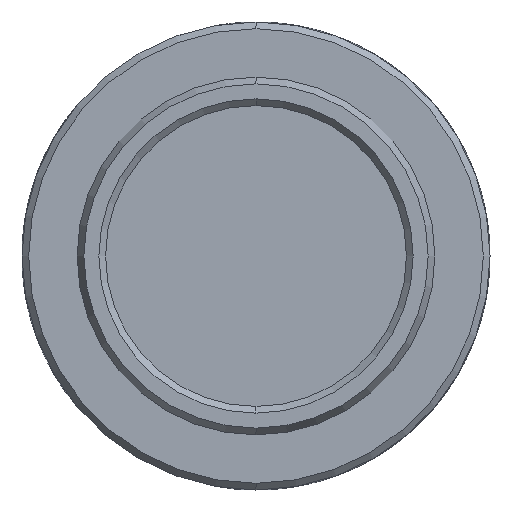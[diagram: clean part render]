
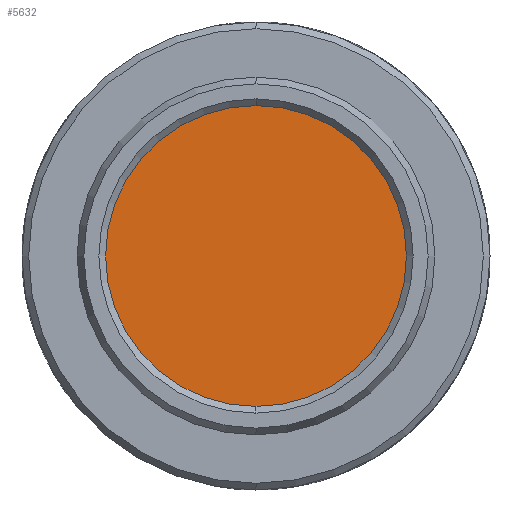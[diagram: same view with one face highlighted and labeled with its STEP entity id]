
A CAD part, left-side view. The second image highlights one B-rep face of the part: STEP entity #5632.
In plain terms, the highlighted planar face has unit normal (-1, 0, 0).
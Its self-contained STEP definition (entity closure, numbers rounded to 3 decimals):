
#585 = VERTEX_POINT ( 'NONE', #3915 ) ;
#589 = CIRCLE ( 'NONE', #2060, 6.1 ) ;
#833 = PLANE ( 'NONE',  #8494 ) ;
#2060 = AXIS2_PLACEMENT_3D ( 'NONE', #10179, #3387, #11306 ) ;
#3387 = DIRECTION ( 'NONE',  ( -1., 0., 0. ) ) ;
#3915 = CARTESIAN_POINT ( 'NONE',  ( 2.794, -4.14, 4.48 ) ) ;
#5393 = DIRECTION ( 'NONE',  ( 0., -0.679, 0.734 ) ) ;
#5632 = ADVANCED_FACE ( 'NONE', ( #13134 ), #833, .F. ) ;
#5905 = CARTESIAN_POINT ( 'NONE',  ( 2.794, 0., 0. ) ) ;
#6922 = CARTESIAN_POINT ( 'NONE',  ( 2.794, 4.14, -4.48 ) ) ;
#7021 = DIRECTION ( 'NONE',  ( 0., -0.679, 0.734 ) ) ;
#8494 = AXIS2_PLACEMENT_3D ( 'NONE', #8758, #12178, #5393 ) ;
#8758 = CARTESIAN_POINT ( 'NONE',  ( 2.794, 0., 0. ) ) ;
#8867 = ORIENTED_EDGE ( 'NONE', *, *, #13586, .T. ) ;
#9730 = AXIS2_PLACEMENT_3D ( 'NONE', #5905, #13806, #7021 ) ;
#10179 = CARTESIAN_POINT ( 'NONE',  ( 2.794, 0., 0. ) ) ;
#11080 = CIRCLE ( 'NONE', #9730, 6.1 ) ;
#11283 = ORIENTED_EDGE ( 'NONE', *, *, #11824, .T. ) ;
#11306 = DIRECTION ( 'NONE',  ( 0., -0.679, 0.734 ) ) ;
#11777 = VERTEX_POINT ( 'NONE', #6922 ) ;
#11824 = EDGE_CURVE ( 'NONE', #585, #11777, #11080, .T. ) ;
#12178 = DIRECTION ( 'NONE',  ( 1., 0., 0. ) ) ;
#12903 = EDGE_LOOP ( 'NONE', ( #11283, #8867 ) ) ;
#13134 = FACE_OUTER_BOUND ( 'NONE', #12903, .T. ) ;
#13586 = EDGE_CURVE ( 'NONE', #11777, #585, #589, .T. ) ;
#13806 = DIRECTION ( 'NONE',  ( -1., 0., 0. ) ) ;
